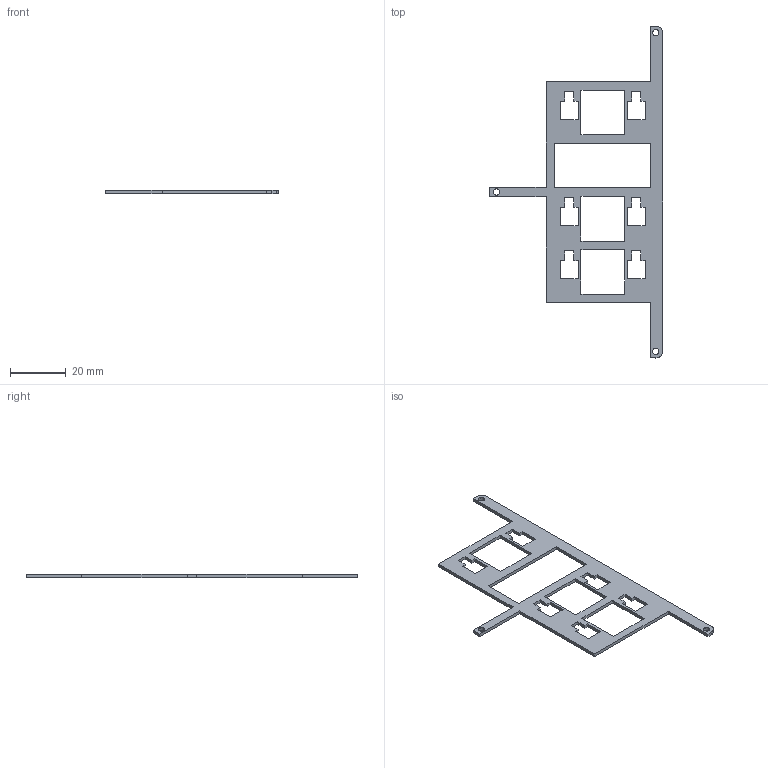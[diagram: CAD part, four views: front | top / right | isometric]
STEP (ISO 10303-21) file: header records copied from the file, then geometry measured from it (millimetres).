
FILE_DESCRIPTION(/* description */ (''),/* implementation_level */ '2;1');
FILE_NAME(/* name */ '5f793489fc5b04120f14ce44',/* time_stamp */ '2020-10-04T02:33:45+00:00',/* author */ (''),/* organization */ (''),/* preprocessor_version */ 'ST-DEVELOPER v16.7',/* originating_system */ $,/* authorisation */ $);
FILE_SCHEMA (('AUTOMOTIVE_DESIGN {1 0 10303 214 3 1 1}'));
Length unit declared in the file: metre
Products named in the file (1): Part 2
Bounding box: 62.04 x 119.06 x 1.2 mm (x, y, z)
Volume: 2296.2 mm3; surface area: 4869.9 mm2
Topology: 1 solids, 1 shells, 100 faces, 294 edges, 196 vertices
Faces by surface type: plane 78, bspline 22
Entity records: 3472 total; most frequent: CARTESIAN_POINT 877, ORIENTED_EDGE 588, DIRECTION 408, EDGE_CURVE 294, LINE 250, VECTOR 250, VERTEX_POINT 196, EDGE_LOOP 126
